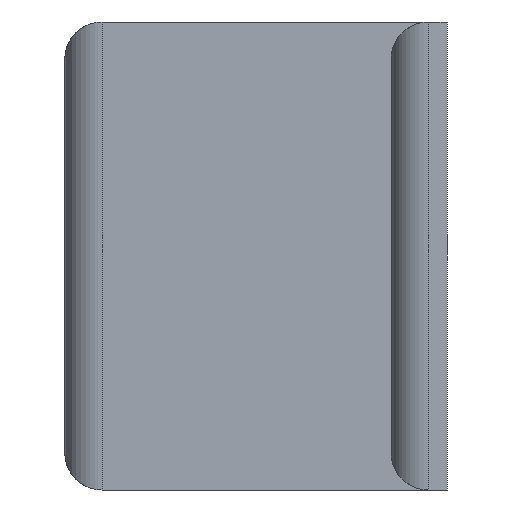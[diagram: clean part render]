
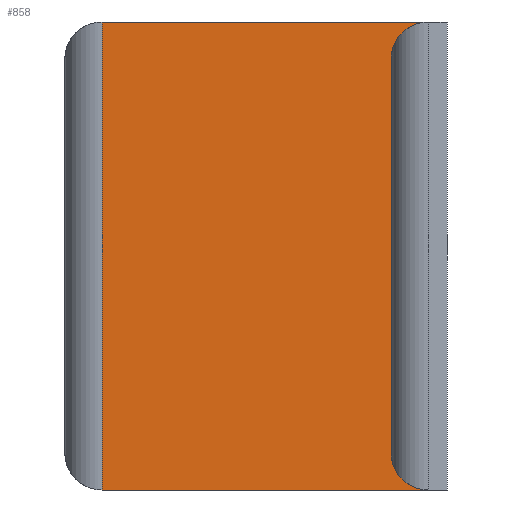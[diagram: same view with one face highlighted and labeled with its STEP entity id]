
A CAD part, left-side view. The second image highlights one B-rep face of the part: STEP entity #858.
In plain terms, the highlighted planar face has unit normal (-1, 0, 0).
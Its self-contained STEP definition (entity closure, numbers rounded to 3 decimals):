
#42 = CARTESIAN_POINT ( 'NONE',  ( 37., 15.433, 25. ) ) ;
#68 = EDGE_CURVE ( 'NONE', #1150, #100, #1024, .T. ) ;
#100 = VERTEX_POINT ( 'NONE', #185 ) ;
#123 = EDGE_CURVE ( 'NONE', #703, #100, #522, .T. ) ;
#131 = DIRECTION ( 'NONE',  ( 1., 0., 0. ) ) ;
#176 = DIRECTION ( 'NONE',  ( 0., 0., -1. ) ) ;
#177 = DIRECTION ( 'NONE',  ( 0., 0., -1. ) ) ;
#185 = CARTESIAN_POINT ( 'NONE',  ( 37., -2., 25. ) ) ;
#192 = CARTESIAN_POINT ( 'NONE',  ( 37., 15.433, 25. ) ) ;
#230 = ORIENTED_EDGE ( 'NONE', *, *, #839, .T. ) ;
#249 = PLANE ( 'NONE',  #362 ) ;
#286 = DIRECTION ( 'NONE',  ( 0., 0., -1. ) ) ;
#309 = CARTESIAN_POINT ( 'NONE',  ( 37., 15.433, 0. ) ) ;
#329 = EDGE_CURVE ( 'NONE', #1150, #584, #547, .T. ) ;
#362 = AXIS2_PLACEMENT_3D ( 'NONE', #536, #131, #176 ) ;
#406 = CIRCLE ( 'NONE', #1069, 2. ) ;
#439 = CARTESIAN_POINT ( 'NONE',  ( 37., 0., 23. ) ) ;
#454 = LINE ( 'NONE', #192, #831 ) ;
#471 = EDGE_CURVE ( 'NONE', #703, #959, #454, .T. ) ;
#514 = DIRECTION ( 'NONE',  ( 0., -1., 0. ) ) ;
#522 = LINE ( 'NONE', #1056, #615 ) ;
#527 = CARTESIAN_POINT ( 'NONE',  ( 37., -2., 0. ) ) ;
#536 = CARTESIAN_POINT ( 'NONE',  ( 37., 0., 25. ) ) ;
#547 = LINE ( 'NONE', #1208, #1142 ) ;
#565 = DIRECTION ( 'NONE',  ( 1., 0., 0. ) ) ;
#572 = AXIS2_PLACEMENT_3D ( 'NONE', #962, #1049, #177 ) ;
#584 = VERTEX_POINT ( 'NONE', #978 ) ;
#615 = VECTOR ( 'NONE', #1152, 1000. ) ;
#634 = ORIENTED_EDGE ( 'NONE', *, *, #68, .T. ) ;
#695 = VECTOR ( 'NONE', #514, 1000. ) ;
#703 = VERTEX_POINT ( 'NONE', #42 ) ;
#758 = LINE ( 'NONE', #824, #695 ) ;
#762 = DIRECTION ( 'NONE',  ( 0., 0., -1. ) ) ;
#824 = CARTESIAN_POINT ( 'NONE',  ( 37., 0., 0. ) ) ;
#831 = VECTOR ( 'NONE', #286, 1000. ) ;
#837 = ORIENTED_EDGE ( 'NONE', *, *, #329, .F. ) ;
#839 = EDGE_CURVE ( 'NONE', #959, #1165, #758, .T. ) ;
#849 = EDGE_CURVE ( 'NONE', #1165, #584, #406, .T. ) ;
#854 = FACE_OUTER_BOUND ( 'NONE', #894, .T. ) ;
#858 = ADVANCED_FACE ( 'NONE', ( #854 ), #249, .F. ) ;
#894 = EDGE_LOOP ( 'NONE', ( #1206, #993, #230, #924, #837, #634 ) ) ;
#924 = ORIENTED_EDGE ( 'NONE', *, *, #849, .T. ) ;
#959 = VERTEX_POINT ( 'NONE', #309 ) ;
#962 = CARTESIAN_POINT ( 'NONE',  ( 37., -2., 23. ) ) ;
#978 = CARTESIAN_POINT ( 'NONE',  ( 37., 0., 2. ) ) ;
#993 = ORIENTED_EDGE ( 'NONE', *, *, #471, .T. ) ;
#1024 = CIRCLE ( 'NONE', #572, 2. ) ;
#1049 = DIRECTION ( 'NONE',  ( 1., 0., 0. ) ) ;
#1056 = CARTESIAN_POINT ( 'NONE',  ( 37., 0., 25. ) ) ;
#1069 = AXIS2_PLACEMENT_3D ( 'NONE', #1126, #565, #1224 ) ;
#1126 = CARTESIAN_POINT ( 'NONE',  ( 37., -2., 2. ) ) ;
#1142 = VECTOR ( 'NONE', #762, 1000. ) ;
#1150 = VERTEX_POINT ( 'NONE', #439 ) ;
#1152 = DIRECTION ( 'NONE',  ( 0., -1., 0. ) ) ;
#1165 = VERTEX_POINT ( 'NONE', #527 ) ;
#1206 = ORIENTED_EDGE ( 'NONE', *, *, #123, .F. ) ;
#1208 = CARTESIAN_POINT ( 'NONE',  ( 37., 0., 25. ) ) ;
#1224 = DIRECTION ( 'NONE',  ( 0., 0., -1. ) ) ;
